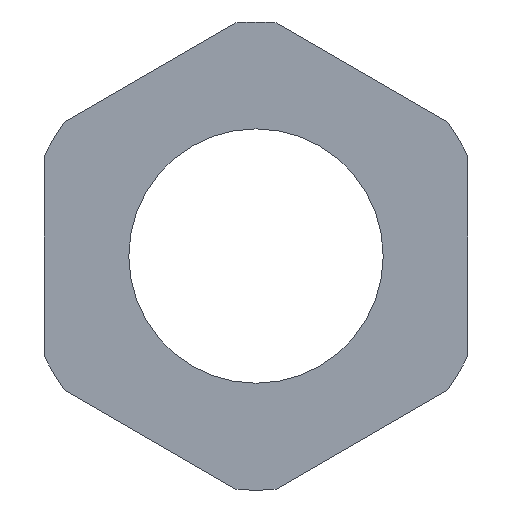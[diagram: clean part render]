
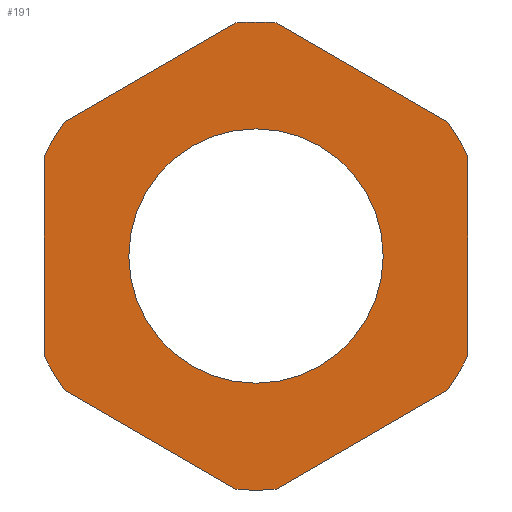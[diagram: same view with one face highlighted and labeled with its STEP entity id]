
A CAD part, front view. The second image highlights one B-rep face of the part: STEP entity #191.
In plain terms, the highlighted planar face has unit normal (0, -1, 0).
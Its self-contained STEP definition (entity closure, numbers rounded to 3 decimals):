
#16 = VERTEX_POINT ( 'NONE', #28 ) ;
#19 = CARTESIAN_POINT ( 'NONE',  ( -12., -4., 6.928 ) ) ;
#28 = CARTESIAN_POINT ( 'NONE',  ( 10.865, -4., -7.583 ) ) ;
#31 = VERTEX_POINT ( 'NONE', #121 ) ;
#36 = VERTEX_POINT ( 'NONE', #125 ) ;
#37 = EDGE_LOOP ( 'NONE', ( #247, #278, #251, #277, #246, #293, #283, #240, #223, #242, #210, #252, #450 ) ) ;
#73 = DIRECTION ( 'NONE',  ( 0.866, 0., -0.5 ) ) ;
#74 = VERTEX_POINT ( 'NONE', #160 ) ;
#80 = DIRECTION ( 'NONE',  ( 0., 1., 0. ) ) ;
#87 = DIRECTION ( 'NONE',  ( 0., 0., 1. ) ) ;
#92 = DIRECTION ( 'NONE',  ( -0.866, 0., -0.5 ) ) ;
#99 = EDGE_LOOP ( 'NONE', ( #305, #120 ) ) ;
#104 = VERTEX_POINT ( 'NONE', #243 ) ;
#108 = CARTESIAN_POINT ( 'NONE',  ( 12., -4., -6.928 ) ) ;
#116 = CARTESIAN_POINT ( 'NONE',  ( 0., -4., 7.2 ) ) ;
#117 = EDGE_CURVE ( 'NONE', #164, #326, #505, .T. ) ;
#119 = LINE ( 'NONE', #108, #208 ) ;
#120 = ORIENTED_EDGE ( 'NONE', *, *, #593, .T. ) ;
#121 = CARTESIAN_POINT ( 'NONE',  ( -12., -4., 5.618 ) ) ;
#125 = CARTESIAN_POINT ( 'NONE',  ( -10.865, -4., 7.583 ) ) ;
#127 = EDGE_CURVE ( 'NONE', #181, #74, #590, .T. ) ;
#144 = EDGE_CURVE ( 'NONE', #214, #303, #467, .T. ) ;
#160 = CARTESIAN_POINT ( 'NONE',  ( -1.135, -4., -13.201 ) ) ;
#164 = VERTEX_POINT ( 'NONE', #352 ) ;
#167 = VECTOR ( 'NONE', #73, 1000. ) ;
#174 = CIRCLE ( 'NONE', #637, 7.2 ) ;
#181 = VERTEX_POINT ( 'NONE', #364 ) ;
#187 = LINE ( 'NONE', #504, #167 ) ;
#191 = ADVANCED_FACE ( 'NONE', ( #542, #378 ), #439, .F. ) ;
#197 = EDGE_CURVE ( 'NONE', #331, #204, #578, .T. ) ;
#204 = VERTEX_POINT ( 'NONE', #538 ) ;
#208 = VECTOR ( 'NONE', #92, 1000. ) ;
#210 = ORIENTED_EDGE ( 'NONE', *, *, #628, .F. ) ;
#213 = DIRECTION ( 'NONE',  ( 0., 1., 0. ) ) ;
#214 = VERTEX_POINT ( 'NONE', #536 ) ;
#218 = CARTESIAN_POINT ( 'NONE',  ( 0., -4., 0. ) ) ;
#223 = ORIENTED_EDGE ( 'NONE', *, *, #457, .F. ) ;
#228 = EDGE_CURVE ( 'NONE', #326, #31, #430, .T. ) ;
#230 = VERTEX_POINT ( 'NONE', #449 ) ;
#238 = DIRECTION ( 'NONE',  ( 0., 0., 1. ) ) ;
#240 = ORIENTED_EDGE ( 'NONE', *, *, #117, .F. ) ;
#242 = ORIENTED_EDGE ( 'NONE', *, *, #127, .F. ) ;
#243 = CARTESIAN_POINT ( 'NONE',  ( 12., -4., 5.618 ) ) ;
#246 = ORIENTED_EDGE ( 'NONE', *, *, #417, .F. ) ;
#247 = ORIENTED_EDGE ( 'NONE', *, *, #276, .F. ) ;
#251 = ORIENTED_EDGE ( 'NONE', *, *, #144, .F. ) ;
#252 = ORIENTED_EDGE ( 'NONE', *, *, #517, .F. ) ;
#261 = CARTESIAN_POINT ( 'NONE',  ( 0., -4., 0. ) ) ;
#262 = DIRECTION ( 'NONE',  ( -0.866, 0., 0.5 ) ) ;
#276 = EDGE_CURVE ( 'NONE', #295, #104, #434, .T. ) ;
#277 = ORIENTED_EDGE ( 'NONE', *, *, #480, .F. ) ;
#278 = ORIENTED_EDGE ( 'NONE', *, *, #624, .F. ) ;
#283 = ORIENTED_EDGE ( 'NONE', *, *, #228, .F. ) ;
#285 = CIRCLE ( 'NONE', #301, 13.25 ) ;
#291 = CIRCLE ( 'NONE', #324, 13.25 ) ;
#292 = EDGE_CURVE ( 'NONE', #104, #325, #594, .T. ) ;
#293 = ORIENTED_EDGE ( 'NONE', *, *, #664, .F. ) ;
#295 = VERTEX_POINT ( 'NONE', #667 ) ;
#301 = AXIS2_PLACEMENT_3D ( 'NONE', #470, #475, #346 ) ;
#303 = VERTEX_POINT ( 'NONE', #500 ) ;
#305 = ORIENTED_EDGE ( 'NONE', *, *, #197, .T. ) ;
#312 = AXIS2_PLACEMENT_3D ( 'NONE', #261, #80, #87 ) ;
#319 = VECTOR ( 'NONE', #262, 1000. ) ;
#324 = AXIS2_PLACEMENT_3D ( 'NONE', #496, #575, #571 ) ;
#325 = VERTEX_POINT ( 'NONE', #636 ) ;
#326 = VERTEX_POINT ( 'NONE', #506 ) ;
#330 = CARTESIAN_POINT ( 'NONE',  ( 0., -4., 0. ) ) ;
#331 = VERTEX_POINT ( 'NONE', #116 ) ;
#341 = DIRECTION ( 'NONE',  ( 0., 1., 0. ) ) ;
#345 = DIRECTION ( 'NONE',  ( 0., 0., 1. ) ) ;
#346 = DIRECTION ( 'NONE',  ( 0., 0., 1. ) ) ;
#347 = VECTOR ( 'NONE', #623, 1000. ) ;
#352 = CARTESIAN_POINT ( 'NONE',  ( -10.865, -4., -7.583 ) ) ;
#356 = LINE ( 'NONE', #601, #319 ) ;
#364 = CARTESIAN_POINT ( 'NONE',  ( 1.135, -4., -13.201 ) ) ;
#378 = FACE_OUTER_BOUND ( 'NONE', #37, .T. ) ;
#385 = LINE ( 'NONE', #19, #347 ) ;
#398 = DIRECTION ( 'NONE',  ( 0., 0., 1. ) ) ;
#400 = DIRECTION ( 'NONE',  ( 0., 1., 0. ) ) ;
#406 = DIRECTION ( 'NONE',  ( 0., 1., 0. ) ) ;
#415 = CIRCLE ( 'NONE', #312, 13.25 ) ;
#417 = EDGE_CURVE ( 'NONE', #36, #230, #385, .T. ) ;
#425 = CARTESIAN_POINT ( 'NONE',  ( 0., -4., 0. ) ) ;
#427 = AXIS2_PLACEMENT_3D ( 'NONE', #499, #549, #556 ) ;
#430 = LINE ( 'NONE', #541, #446 ) ;
#434 = CIRCLE ( 'NONE', #427, 13.25 ) ;
#438 = CARTESIAN_POINT ( 'NONE',  ( 0., -4., 0. ) ) ;
#439 = PLANE ( 'NONE',  #468 ) ;
#444 = DIRECTION ( 'NONE',  ( 0., 0., 1. ) ) ;
#445 = DIRECTION ( 'NONE',  ( 0., 0., 1. ) ) ;
#446 = VECTOR ( 'NONE', #445, 1000. ) ;
#449 = CARTESIAN_POINT ( 'NONE',  ( -1.135, -4., 13.201 ) ) ;
#450 = ORIENTED_EDGE ( 'NONE', *, *, #292, .F. ) ;
#456 = CARTESIAN_POINT ( 'NONE',  ( 0., -4., 0. ) ) ;
#457 = EDGE_CURVE ( 'NONE', #74, #164, #356, .T. ) ;
#466 = DIRECTION ( 'NONE',  ( 0., 0., -1. ) ) ;
#467 = CIRCLE ( 'NONE', #548, 13.25 ) ;
#468 = AXIS2_PLACEMENT_3D ( 'NONE', #425, #406, #444 ) ;
#470 = CARTESIAN_POINT ( 'NONE',  ( 0., -4., 0. ) ) ;
#472 = CARTESIAN_POINT ( 'NONE',  ( 12., -4., 6.928 ) ) ;
#475 = DIRECTION ( 'NONE',  ( 0., 1., 0. ) ) ;
#477 = AXIS2_PLACEMENT_3D ( 'NONE', #519, #522, #524 ) ;
#480 = EDGE_CURVE ( 'NONE', #230, #214, #291, .T. ) ;
#496 = CARTESIAN_POINT ( 'NONE',  ( 0., -4., 0. ) ) ;
#499 = CARTESIAN_POINT ( 'NONE',  ( 0., -4., 0. ) ) ;
#500 = CARTESIAN_POINT ( 'NONE',  ( 1.135, -4., 13.201 ) ) ;
#504 = CARTESIAN_POINT ( 'NONE',  ( 0., -4., 13.856 ) ) ;
#505 = CIRCLE ( 'NONE', #572, 13.25 ) ;
#506 = CARTESIAN_POINT ( 'NONE',  ( -12., -4., -5.618 ) ) ;
#517 = EDGE_CURVE ( 'NONE', #325, #16, #415, .T. ) ;
#519 = CARTESIAN_POINT ( 'NONE',  ( 0., -4., 0. ) ) ;
#522 = DIRECTION ( 'NONE',  ( 0., 1., 0. ) ) ;
#524 = DIRECTION ( 'NONE',  ( 0., 0., 1. ) ) ;
#536 = CARTESIAN_POINT ( 'NONE',  ( 0., -4., 13.25 ) ) ;
#538 = CARTESIAN_POINT ( 'NONE',  ( 0., -4., -7.2 ) ) ;
#541 = CARTESIAN_POINT ( 'NONE',  ( -12., -4., -6.928 ) ) ;
#542 = FACE_BOUND ( 'NONE', #99, .T. ) ;
#548 = AXIS2_PLACEMENT_3D ( 'NONE', #330, #341, #345 ) ;
#549 = DIRECTION ( 'NONE',  ( 0., 1., 0. ) ) ;
#554 = AXIS2_PLACEMENT_3D ( 'NONE', #218, #213, #238 ) ;
#556 = DIRECTION ( 'NONE',  ( 0., 0., 1. ) ) ;
#559 = DIRECTION ( 'NONE',  ( 0., 0., 1. ) ) ;
#571 = DIRECTION ( 'NONE',  ( 0., 0., 1. ) ) ;
#572 = AXIS2_PLACEMENT_3D ( 'NONE', #438, #400, #398 ) ;
#574 = VECTOR ( 'NONE', #466, 1000. ) ;
#575 = DIRECTION ( 'NONE',  ( 0., 1., 0. ) ) ;
#578 = CIRCLE ( 'NONE', #477, 7.2 ) ;
#590 = CIRCLE ( 'NONE', #554, 13.25 ) ;
#593 = EDGE_CURVE ( 'NONE', #204, #331, #174, .T. ) ;
#594 = LINE ( 'NONE', #472, #574 ) ;
#601 = CARTESIAN_POINT ( 'NONE',  ( 0., -4., -13.856 ) ) ;
#619 = DIRECTION ( 'NONE',  ( 0., 1., 0. ) ) ;
#623 = DIRECTION ( 'NONE',  ( 0.866, 0., 0.5 ) ) ;
#624 = EDGE_CURVE ( 'NONE', #303, #295, #187, .T. ) ;
#628 = EDGE_CURVE ( 'NONE', #16, #181, #119, .T. ) ;
#636 = CARTESIAN_POINT ( 'NONE',  ( 12., -4., -5.618 ) ) ;
#637 = AXIS2_PLACEMENT_3D ( 'NONE', #456, #619, #559 ) ;
#664 = EDGE_CURVE ( 'NONE', #31, #36, #285, .T. ) ;
#667 = CARTESIAN_POINT ( 'NONE',  ( 10.865, -4., 7.583 ) ) ;
